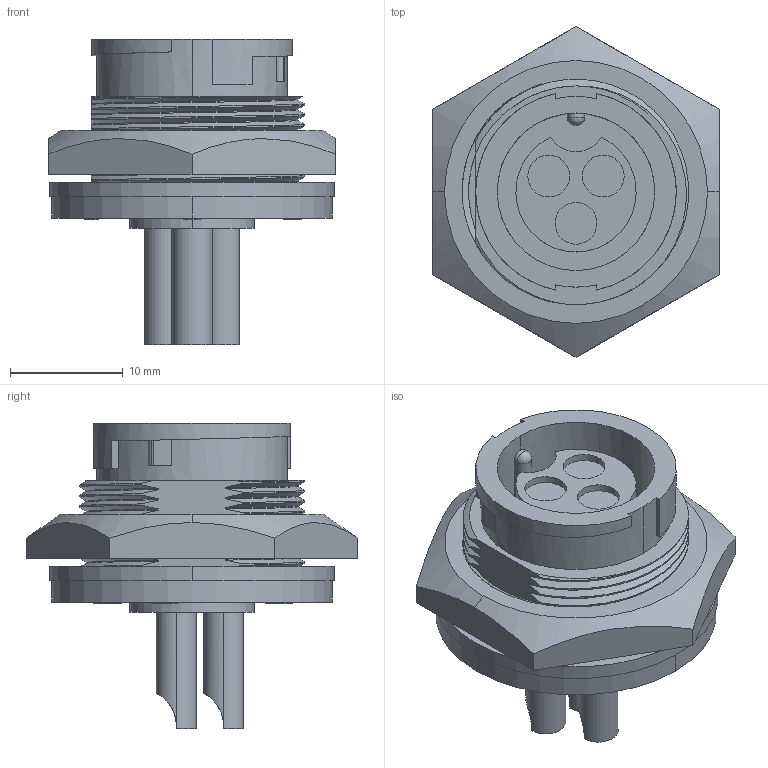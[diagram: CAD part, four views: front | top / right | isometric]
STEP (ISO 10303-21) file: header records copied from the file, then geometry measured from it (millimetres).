
FILE_DESCRIPTION (( 'STEP AP203' ), '1' );
FILE_NAME ('4182-3SG-300.STEP', '2012-11-06T20:51:19', ( 'J0FPBF1' ), ( '' ), 'SwSTEP 2.0', 'SolidWorks 2012', '' );
FILE_SCHEMA (( 'CONFIG_CONTROL_DESIGN' ));
Length unit declared in the file: inch
Products named in the file (1): 4182-3SG-300
Bounding box: 25.4 x 29.33 x 27.13 mm (x, y, z)
Volume: 5638 mm3; surface area: 4368.1 mm2
Topology: 2 solids, 2 shells, 251 faces, 677 edges, 448 vertices
Faces by surface type: plane 100, cylinder 81, bspline 67, cone 2, sphere 1
Entity records: 16592 total; most frequent: CARTESIAN_POINT 10941, ORIENTED_EDGE 1350, DIRECTION 879, EDGE_CURVE 675, VERTEX_POINT 447, LINE 351, VECTOR 351, EDGE_LOOP 272
